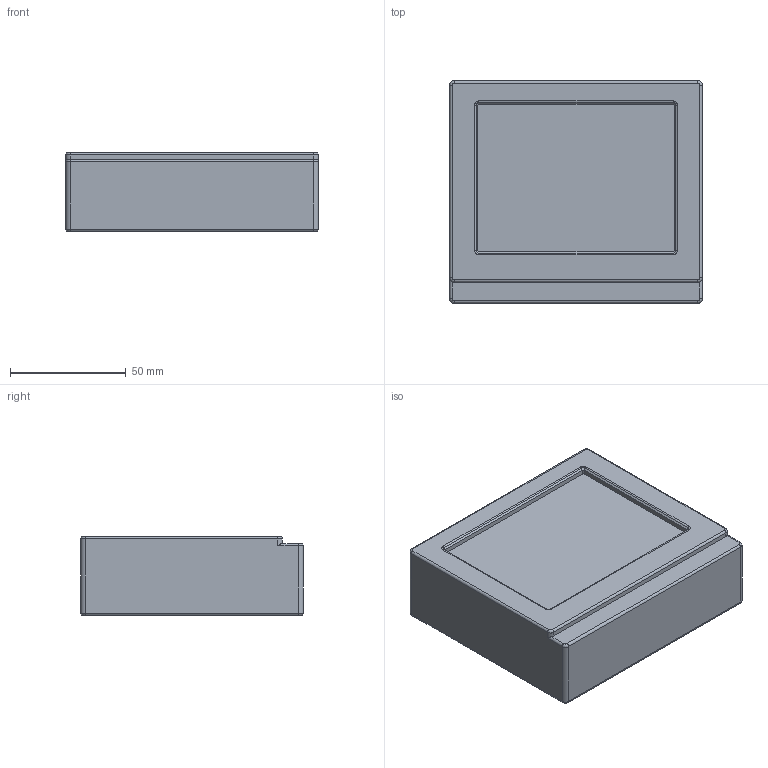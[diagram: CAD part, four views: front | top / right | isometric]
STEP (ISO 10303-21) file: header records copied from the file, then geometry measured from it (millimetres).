
FILE_DESCRIPTION (( 'STEP AP203' ), '1' );
FILE_NAME ('11.step', '2020-04-08T19:28:07', ( '' ), ( '' ), 'SwSTEP 2.0', 'SolidWorks 2016', '' );
FILE_SCHEMA (( 'CONFIG_CONTROL_DESIGN' ));
Length unit declared in the file: millimetre
Products named in the file (5): BATTERY; BACK COVER; 11; BACK CASE; PCB
Assembly tree (4 placements, depth 2):
  11
    BACK CASE
    PCB
    BATTERY
    BACK COVER
Bounding box: 109 x 96 x 34 mm (x, y, z)
Volume: 151216.7 mm3; surface area: 94664 mm2
Topology: 5 solids, 5 shells, 238 faces, 596 edges, 368 vertices
Faces by surface type: plane 128, cylinder 80, torus 18, sphere 8, cone 4
Entity records: 7535 total; most frequent: DIRECTION 1256, CARTESIAN_POINT 1219, ORIENTED_EDGE 1176, EDGE_CURVE 588, AXIS2_PLACEMENT_3D 425, LINE 406, VECTOR 406, VERTEX_POINT 368
